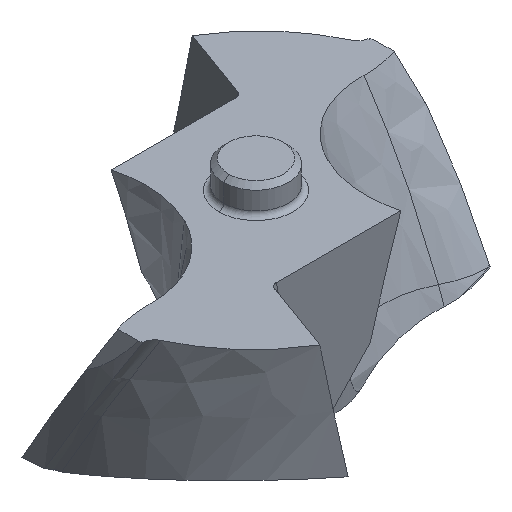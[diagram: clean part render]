
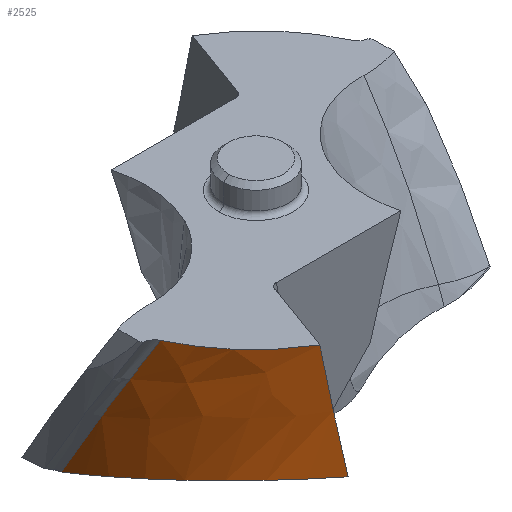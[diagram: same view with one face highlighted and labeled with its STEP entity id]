
A CAD part, isometric view. The second image highlights one B-rep face of the part: STEP entity #2525.
In plain terms, the highlighted free-form (B-spline) face has degree [3, 3] with [7, 5] control points.
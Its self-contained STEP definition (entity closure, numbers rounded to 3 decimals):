
#171=CARTESIAN_POINT('',(-3.125,-5.076,
0.));
#172=CARTESIAN_POINT('',(-3.537,-4.83,
0.));
#173=CARTESIAN_POINT('',(-4.467,-4.11,
0.));
#174=CARTESIAN_POINT('',(-5.15,-3.141,
0.));
#175=CARTESIAN_POINT('',(-5.441,-2.52,
0.));
#767=CARTESIAN_POINT('',(-6.,-0.053,
-4.442));
#774=CARTESIAN_POINT('',(-2.546,-5.364,
-3.642));
#775=CARTESIAN_POINT('',(-2.722,-5.283,
-3.609));
#776=CARTESIAN_POINT('',(-3.061,-5.105,
-3.555));
#777=CARTESIAN_POINT('',(-3.531,-4.801,
-3.501));
#778=CARTESIAN_POINT('',(-3.97,-4.457,
-3.475));
#779=CARTESIAN_POINT('',(-4.373,-4.075,
-3.476));
#780=CARTESIAN_POINT('',(-4.729,-3.668,
-3.504));
#781=CARTESIAN_POINT('',(-5.05,-3.225,
-3.559));
#782=CARTESIAN_POINT('',(-5.334,-2.746,
-3.641));
#783=CARTESIAN_POINT('',(-5.579,-2.216,
-3.757));
#784=CARTESIAN_POINT('',(-5.752,-1.728,
-3.883));
#785=CARTESIAN_POINT('',(-5.894,-1.164,
-4.05));
#786=CARTESIAN_POINT('',(-5.974,-0.645,
-4.222));
#787=CARTESIAN_POINT('',(-5.998,-0.253,
-4.365));
#788=CARTESIAN_POINT('',(-6.,-0.053,
-4.442));
#790=CARTESIAN_POINT('',(-6.,-0.053,
-4.442));
#791=CARTESIAN_POINT('',(-5.997,-0.533,
-3.574));
#792=CARTESIAN_POINT('',(-5.887,-1.369,
-2.094));
#793=CARTESIAN_POINT('',(-5.593,-2.189,
-0.613));
#794=CARTESIAN_POINT('',(-5.441,-2.52,
0.));
#796=CARTESIAN_POINT('',(-3.125,-5.076,
0.));
#797=CARTESIAN_POINT('',(-3.092,-5.087,
-0.196));
#798=CARTESIAN_POINT('',(-3.028,-5.107,
-0.576));
#799=CARTESIAN_POINT('',(-2.939,-5.139,
-1.11));
#800=CARTESIAN_POINT('',(-2.858,-5.172,
-1.609));
#801=CARTESIAN_POINT('',(-2.783,-5.206,
-2.075));
#802=CARTESIAN_POINT('',(-2.691,-5.257,
-2.661));
#803=CARTESIAN_POINT('',(-2.615,-5.309,
-3.168));
#804=CARTESIAN_POINT('',(-2.568,-5.345,
-3.489));
#805=CARTESIAN_POINT('',(-2.546,-5.364,
-3.642));
#969=CARTESIAN_POINT('',(-3.125,-5.076,
0.));
#970=VERTEX_POINT('',#969);
#971=VERTEX_POINT('',#175);
#1004=VERTEX_POINT('',#767);
#1005=VERTEX_POINT('',#774);
#2482=CARTESIAN_POINT('',(-2.798,-5.301,
-4.487));
#2483=CARTESIAN_POINT('',(-2.436,-5.417,
-3.604));
#2484=CARTESIAN_POINT('',(-1.707,-5.632,
-2.095));
#2485=CARTESIAN_POINT('',(-0.788,-5.831,
-0.585));
#2486=CARTESIAN_POINT('',(-0.375,-5.904,
0.042));
#2487=CARTESIAN_POINT('',(-2.857,-5.27,
-4.487));
#2488=CARTESIAN_POINT('',(-2.496,-5.391,
-3.604));
#2489=CARTESIAN_POINT('',(-1.77,-5.616,
-2.095));
#2490=CARTESIAN_POINT('',(-0.853,-5.824,
-0.585));
#2491=CARTESIAN_POINT('',(-0.44,-5.901,
0.042));
#2492=CARTESIAN_POINT('',(-3.528,-4.904,
-4.487));
#2493=CARTESIAN_POINT('',(-3.183,-5.087,
-3.604));
#2494=CARTESIAN_POINT('',(-2.483,-5.418,
-2.095));
#2495=CARTESIAN_POINT('',(-1.592,-5.733,
-0.585));
#2496=CARTESIAN_POINT('',(-1.191,-5.854,
0.042));
#2497=CARTESIAN_POINT('',(-4.671,-3.956,
-4.487));
#2498=CARTESIAN_POINT('',(-4.379,-4.252,
-3.604));
#2499=CARTESIAN_POINT('',(-3.769,-4.777,
-2.095));
#2500=CARTESIAN_POINT('',(-2.97,-5.285,
-0.585));
#2501=CARTESIAN_POINT('',(-2.606,-5.487,
0.042));
#2502=CARTESIAN_POINT('',(-5.755,-2.102,
-4.487));
#2503=CARTESIAN_POINT('',(-5.591,-2.526,
-3.604));
#2504=CARTESIAN_POINT('',(-5.2,-3.269,
-2.095));
#2505=CARTESIAN_POINT('',(-4.619,-3.995,
-0.585));
#2506=CARTESIAN_POINT('',(-4.346,-4.288,
0.042));
#2507=CARTESIAN_POINT('',(-6.004,-0.684,
-4.487));
#2508=CARTESIAN_POINT('',(-5.95,-1.159,
-3.604));
#2509=CARTESIAN_POINT('',(-5.748,-1.988,
-2.095));
#2510=CARTESIAN_POINT('',(-5.355,-2.8,
-0.585));
#2511=CARTESIAN_POINT('',(-5.161,-3.128,
0.042));
#2512=CARTESIAN_POINT('',(-6.,0.035,
-4.487));
#2513=CARTESIAN_POINT('',(-6.005,-0.454,
-3.604));
#2514=CARTESIAN_POINT('',(-5.902,-1.309,
-2.095));
#2515=CARTESIAN_POINT('',(-5.61,-2.147,
-0.585));
#2516=CARTESIAN_POINT('',(-5.457,-2.486,
0.042));
#2517=B_SPLINE_SURFACE_WITH_KNOTS('',3,3,((#2482,#2483,#2484,#2485,#2486),
(#2487,#2488,#2489,#2490,#2491),(#2492,#2493,#2494,#2495,#2496),(#2497,#2498,
#2499,#2500,#2501),(#2502,#2503,#2504,#2505,#2506),(#2507,#2508,#2509,#2510,
#2511),(#2512,#2513,#2514,#2515,#2516)),.UNSPECIFIED.,.F.,.F.,.F.,(4,1,1,1,4),
(4,1,4),(0.226,0.25,0.5,0.75,1.008),(
0.085,3.141,5.314),.UNSPECIFIED.);
#2518=ORIENTED_EDGE('',*,*,#1704,.T.);
#2519=ORIENTED_EDGE('',*,*,#2469,.T.);
#2520=ORIENTED_EDGE('',*,*,#1297,.F.);
#2522=ORIENTED_EDGE('',*,*,#2521,.T.);
#2523=EDGE_LOOP('',(#2518,#2519,#2520,#2522));
#2524=FACE_OUTER_BOUND('',#2523,.F.);
#176=B_SPLINE_CURVE_WITH_KNOTS('',3,(#171,#172,#173,#174,#175),.UNSPECIFIED.,
.F.,.F.,(4,1,4),(0.,0.412,1.),.UNSPECIFIED.);
#789=B_SPLINE_CURVE_WITH_KNOTS('',3,(#774,#775,#776,#777,#778,#779,#780,#781,
#782,#783,#784,#785,#786,#787,#788),.UNSPECIFIED.,.F.,.F.,(4,1,1,1,1,1,1,1,1,1,
1,1,4),(0.,0.083,0.167,0.25,0.333,
0.417,0.5,0.583,0.667,0.75,
0.833,0.917,1.),.UNSPECIFIED.);
#795=B_SPLINE_CURVE_WITH_KNOTS('',3,(#790,#791,#792,#793,#794),.UNSPECIFIED.,
.F.,.F.,(4,1,4),(0.,0.586,1.),.UNSPECIFIED.);
#806=B_SPLINE_CURVE_WITH_KNOTS('',3,(#796,#797,#798,#799,#800,#801,#802,#803,
#804,#805),.UNSPECIFIED.,.F.,.F.,(4,1,1,1,1,1,1,4),(0.,0.143,
0.286,0.429,0.571,0.714,
0.857,1.),.UNSPECIFIED.);
#1297=EDGE_CURVE('',#970,#971,#176,.T.);
#1704=EDGE_CURVE('',#1005,#1004,#789,.T.);
#2469=EDGE_CURVE('',#1004,#971,#795,.T.);
#2521=EDGE_CURVE('',#970,#1005,#806,.T.);
#2525=ADVANCED_FACE('',(#2524),#2517,.F.);
